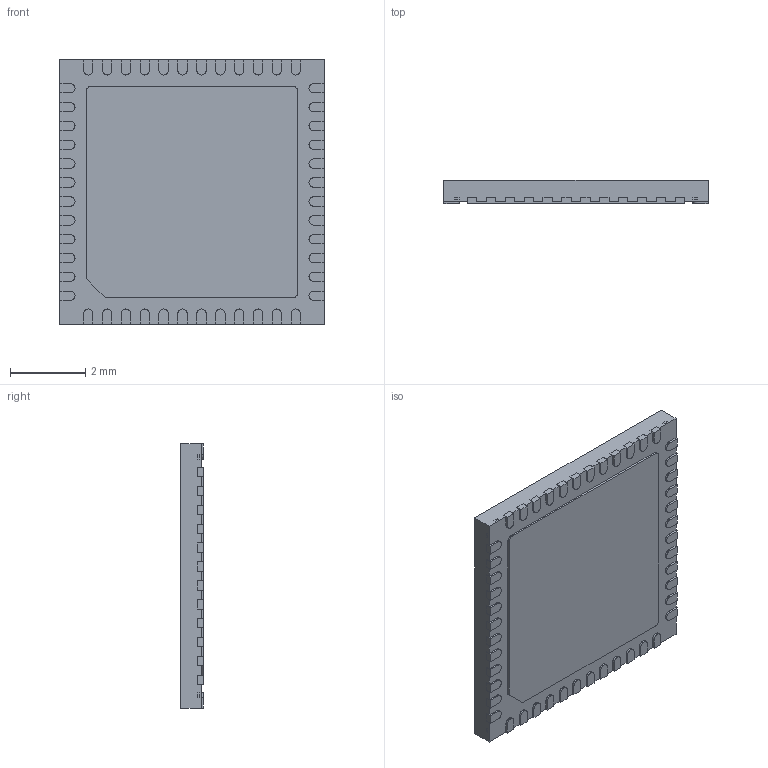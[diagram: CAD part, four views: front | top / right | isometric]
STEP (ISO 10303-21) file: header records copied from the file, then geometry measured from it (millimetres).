
FILE_DESCRIPTION (( 'STEP AP214' ), '1' );
FILE_NAME ('STM32WB55CGU6.STEP', '2024-02-01T11:29:25', ( 'LENOVO' ), ( '' ), 'SwSTEP 2.0', 'SolidWorks 2021', '' );
FILE_SCHEMA (( 'AUTOMOTIVE_DESIGN' ));
Length unit declared in the file: millimetre
Products named in the file (1): STM32WB55CGU6
Bounding box: 7 x 0.6 x 7 mm (x, y, z)
Volume: 28.7 mm3; surface area: 204.9 mm2
Topology: 55 solids, 55 shells, 592 faces, 1440 edges, 960 vertices
Faces by surface type: plane 462, cylinder 130
Entity records: 17760 total; most frequent: CARTESIAN_POINT 2993, DIRECTION 2886, ORIENTED_EDGE 2880, EDGE_CURVE 1440, VECTOR 1180, LINE 1180, VERTEX_POINT 960, AXIS2_PLACEMENT_3D 853
